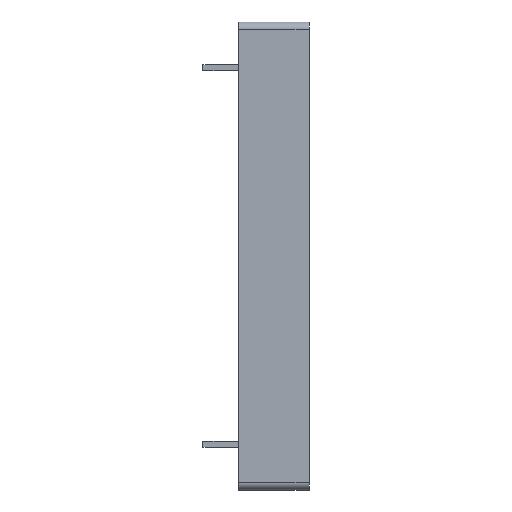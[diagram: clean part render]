
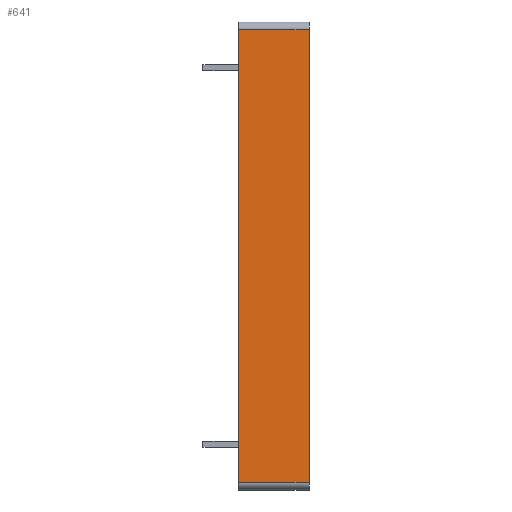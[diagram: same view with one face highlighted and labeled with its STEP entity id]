
A CAD part, left-side view. The second image highlights one B-rep face of the part: STEP entity #641.
In plain terms, the highlighted planar face has unit normal (-1, 0, 0).
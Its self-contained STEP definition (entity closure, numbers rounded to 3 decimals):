
#59 = ORIENTED_EDGE ( 'NONE', *, *, #4505, .F. ) ;
#334 = EDGE_CURVE ( 'NONE', #994, #4552, #3571, .T. ) ;
#473 = EDGE_LOOP ( 'NONE', ( #2418, #59, #3324, #4985 ) ) ;
#520 = DIRECTION ( 'NONE',  ( -1., 0., 0. ) ) ;
#605 = VECTOR ( 'NONE', #693, 1000. ) ;
#641 = ADVANCED_FACE ( 'NONE', ( #3390 ), #2219, .T. ) ;
#693 = DIRECTION ( 'NONE',  ( 0., -1., 0. ) ) ;
#772 = LINE ( 'NONE', #3357, #5028 ) ;
#994 = VERTEX_POINT ( 'NONE', #3387 ) ;
#1227 = VERTEX_POINT ( 'NONE', #2303 ) ;
#1262 = EDGE_CURVE ( 'NONE', #4552, #1227, #4412, .T. ) ;
#1420 = CARTESIAN_POINT ( 'NONE',  ( -150., 45., 0. ) ) ;
#1781 = DIRECTION ( 'NONE',  ( 0., 0., -1. ) ) ;
#1868 = CARTESIAN_POINT ( 'NONE',  ( -150., 0., 0. ) ) ;
#2010 = VERTEX_POINT ( 'NONE', #5307 ) ;
#2219 = PLANE ( 'NONE',  #5060 ) ;
#2303 = CARTESIAN_POINT ( 'NONE',  ( -150., 0., -145. ) ) ;
#2418 = ORIENTED_EDGE ( 'NONE', *, *, #2968, .F. ) ;
#2497 = CARTESIAN_POINT ( 'NONE',  ( -150., 45., -145. ) ) ;
#2544 = DIRECTION ( 'NONE',  ( 0., -1., 0. ) ) ;
#2968 = EDGE_CURVE ( 'NONE', #2010, #1227, #5285, .T. ) ;
#3263 = VECTOR ( 'NONE', #1781, 1000. ) ;
#3324 = ORIENTED_EDGE ( 'NONE', *, *, #334, .T. ) ;
#3357 = CARTESIAN_POINT ( 'NONE',  ( -150., 45., 145. ) ) ;
#3387 = CARTESIAN_POINT ( 'NONE',  ( -150., 45., 145. ) ) ;
#3390 = FACE_OUTER_BOUND ( 'NONE', #473, .T. ) ;
#3571 = LINE ( 'NONE', #1420, #3263 ) ;
#4358 = DIRECTION ( 'NONE',  ( 0., 0., 1. ) ) ;
#4382 = CARTESIAN_POINT ( 'NONE',  ( -150., 45., -145. ) ) ;
#4412 = LINE ( 'NONE', #4382, #605 ) ;
#4505 = EDGE_CURVE ( 'NONE', #994, #2010, #772, .T. ) ;
#4552 = VERTEX_POINT ( 'NONE', #2497 ) ;
#4591 = VECTOR ( 'NONE', #4896, 1000. ) ;
#4896 = DIRECTION ( 'NONE',  ( 0., 0., -1. ) ) ;
#4985 = ORIENTED_EDGE ( 'NONE', *, *, #1262, .T. ) ;
#5028 = VECTOR ( 'NONE', #2544, 1000. ) ;
#5060 = AXIS2_PLACEMENT_3D ( 'NONE', #5081, #520, #4358 ) ;
#5081 = CARTESIAN_POINT ( 'NONE',  ( -150., 45., 0. ) ) ;
#5285 = LINE ( 'NONE', #1868, #4591 ) ;
#5307 = CARTESIAN_POINT ( 'NONE',  ( -150., 0., 145. ) ) ;
